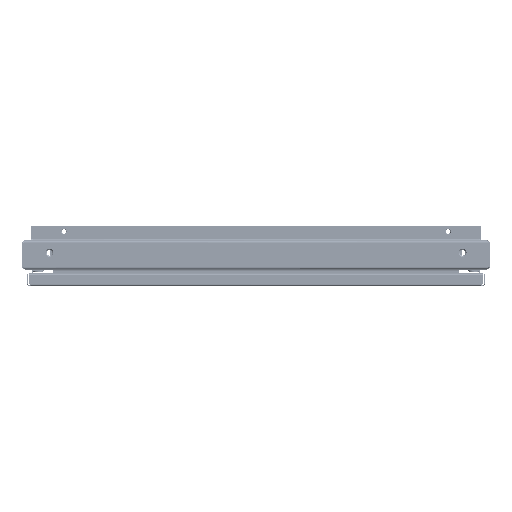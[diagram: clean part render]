
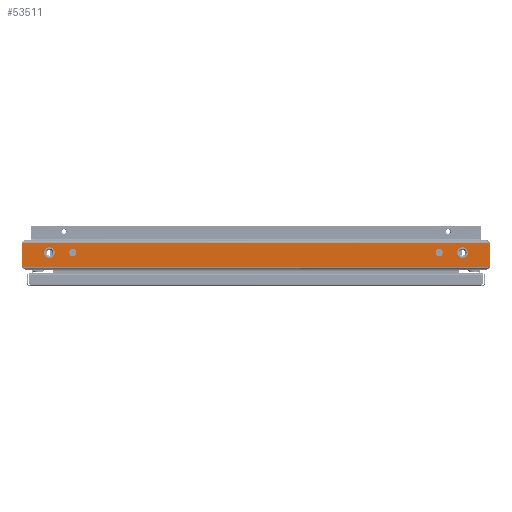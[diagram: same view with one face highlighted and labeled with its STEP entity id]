
A CAD part, front view. The second image highlights one B-rep face of the part: STEP entity #53511.
In plain terms, the highlighted face is planar.
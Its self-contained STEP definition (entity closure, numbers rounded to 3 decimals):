
#860 = DIRECTION ( 'NONE',  ( -1., 0., 0. ) ) ;
#1726 = VERTEX_POINT ( 'NONE', #28478 ) ;
#2279 = ORIENTED_EDGE ( 'NONE', *, *, #83202, .T. ) ;
#2359 = CARTESIAN_POINT ( 'NONE',  ( -350., -18., 0. ) ) ;
#2827 = EDGE_LOOP ( 'NONE', ( #2279, #43851 ) ) ;
#3181 = CARTESIAN_POINT ( 'NONE',  ( -274.5, -3.319, 0. ) ) ;
#4252 = EDGE_CURVE ( 'NONE', #13473, #52677, #35615, .T. ) ;
#4951 = EDGE_CURVE ( 'NONE', #23581, #28527, #34925, .T. ) ;
#5384 = AXIS2_PLACEMENT_3D ( 'NONE', #82253, #60917, #75135 ) ;
#6138 = DIRECTION ( 'NONE',  ( 0., 0., -1. ) ) ;
#6221 = CARTESIAN_POINT ( 'NONE',  ( -350., -22., 0. ) ) ;
#6442 = VERTEX_POINT ( 'NONE', #86286 ) ;
#6587 = CIRCLE ( 'NONE', #79322, 8. ) ;
#7223 = CARTESIAN_POINT ( 'NONE',  ( -347.935, -18., 0. ) ) ;
#7510 = CARTESIAN_POINT ( 'NONE',  ( 274.5, -3.319, 0. ) ) ;
#7830 = DIRECTION ( 'NONE',  ( -1., 0., 0. ) ) ;
#8846 = VERTEX_POINT ( 'NONE', #26669 ) ;
#8888 = EDGE_LOOP ( 'NONE', ( #37374, #23285 ) ) ;
#10410 = DIRECTION ( 'NONE',  ( -1., 0., 0. ) ) ;
#10783 = VERTEX_POINT ( 'NONE', #67713 ) ;
#11093 = FACE_BOUND ( 'NONE', #8888, .T. ) ;
#11741 = DIRECTION ( 'NONE',  ( 0., 0., 1. ) ) ;
#12304 = DIRECTION ( 'NONE',  ( 0., 0., 1. ) ) ;
#13403 = AXIS2_PLACEMENT_3D ( 'NONE', #62584, #12304, #83918 ) ;
#13473 = VERTEX_POINT ( 'NONE', #56597 ) ;
#13769 = EDGE_CURVE ( 'NONE', #28527, #67473, #80928, .T. ) ;
#14149 = CARTESIAN_POINT ( 'NONE',  ( -350., -18., 0. ) ) ;
#14863 = ORIENTED_EDGE ( 'NONE', *, *, #53330, .T. ) ;
#16422 = DIRECTION ( 'NONE',  ( -1., 0., 0. ) ) ;
#18650 = LINE ( 'NONE', #47571, #34070 ) ;
#19278 = DIRECTION ( 'NONE',  ( 0., 1., 0. ) ) ;
#19767 = CARTESIAN_POINT ( 'NONE',  ( 350., -22., 0. ) ) ;
#20380 = DIRECTION ( 'NONE',  ( -1., 0., 0. ) ) ;
#21798 = CARTESIAN_POINT ( 'NONE',  ( -350., -18., 0. ) ) ;
#21800 = DIRECTION ( 'NONE',  ( 1., 0., 0. ) ) ;
#22264 = CARTESIAN_POINT ( 'NONE',  ( 348., 18., 0. ) ) ;
#23285 = ORIENTED_EDGE ( 'NONE', *, *, #47231, .T. ) ;
#23581 = VERTEX_POINT ( 'NONE', #61230 ) ;
#25473 = CIRCLE ( 'NONE', #87586, 5.5 ) ;
#26605 = EDGE_CURVE ( 'NONE', #1726, #23581, #51184, .T. ) ;
#26669 = CARTESIAN_POINT ( 'NONE',  ( 317.5, -3.319, 0. ) ) ;
#26817 = DIRECTION ( 'NONE',  ( 0., 0., -1. ) ) ;
#26908 = DIRECTION ( 'NONE',  ( 1., 0., 0. ) ) ;
#27006 = CARTESIAN_POINT ( 'NONE',  ( 309.5, -3.319, 0. ) ) ;
#27106 = EDGE_CURVE ( 'NONE', #67473, #10783, #18650, .T. ) ;
#28478 = CARTESIAN_POINT ( 'NONE',  ( 347.935, -18., 0. ) ) ;
#28527 = VERTEX_POINT ( 'NONE', #44709 ) ;
#30766 = CARTESIAN_POINT ( 'NONE',  ( 301.5, -3.319, 0. ) ) ;
#32113 = DIRECTION ( 'NONE',  ( 0., 0., 1. ) ) ;
#32432 = PLANE ( 'NONE',  #5384 ) ;
#32888 = FACE_BOUND ( 'NONE', #2827, .T. ) ;
#34070 = VECTOR ( 'NONE', #76502, 1000. ) ;
#34145 = CARTESIAN_POINT ( 'NONE',  ( -280., -3.319, 0. ) ) ;
#34500 = CIRCLE ( 'NONE', #13403, 8. ) ;
#34551 = VECTOR ( 'NONE', #16422, 1000. ) ;
#34790 = VERTEX_POINT ( 'NONE', #59586 ) ;
#34925 = LINE ( 'NONE', #19767, #91171 ) ;
#34946 = CIRCLE ( 'NONE', #48621, 5.5 ) ;
#35598 = VECTOR ( 'NONE', #64551, 1000. ) ;
#35615 = LINE ( 'NONE', #6221, #35598 ) ;
#37374 = ORIENTED_EDGE ( 'NONE', *, *, #79125, .T. ) ;
#38753 = ORIENTED_EDGE ( 'NONE', *, *, #79021, .F. ) ;
#39277 = ORIENTED_EDGE ( 'NONE', *, *, #60347, .T. ) ;
#39806 = DIRECTION ( 'NONE',  ( 1., 0., 0. ) ) ;
#40458 = EDGE_LOOP ( 'NONE', ( #65521, #39277, #59323, #46698, #90104, #58915, #14863, #75055 ) ) ;
#40801 = VERTEX_POINT ( 'NONE', #68001 ) ;
#41081 = VERTEX_POINT ( 'NONE', #7223 ) ;
#42648 = VECTOR ( 'NONE', #21800, 1000. ) ;
#43215 = EDGE_LOOP ( 'NONE', ( #67494, #60920 ) ) ;
#43851 = ORIENTED_EDGE ( 'NONE', *, *, #59129, .T. ) ;
#44213 = CARTESIAN_POINT ( 'NONE',  ( -309.5, -3.319, 0. ) ) ;
#44709 = CARTESIAN_POINT ( 'NONE',  ( 350., 18., 0. ) ) ;
#44885 = CARTESIAN_POINT ( 'NONE',  ( 350., 18., 0. ) ) ;
#45288 = CARTESIAN_POINT ( 'NONE',  ( 350., 18., 0. ) ) ;
#46698 = ORIENTED_EDGE ( 'NONE', *, *, #4951, .T. ) ;
#47231 = EDGE_CURVE ( 'NONE', #40801, #56553, #48712, .T. ) ;
#47571 = CARTESIAN_POINT ( 'NONE',  ( 350., 18., 0. ) ) ;
#48578 = AXIS2_PLACEMENT_3D ( 'NONE', #71046, #11741, #26908 ) ;
#48621 = AXIS2_PLACEMENT_3D ( 'NONE', #3181, #32113, #59226 ) ;
#48712 = CIRCLE ( 'NONE', #75983, 5.5 ) ;
#50671 = EDGE_CURVE ( 'NONE', #6442, #34790, #6587, .T. ) ;
#51184 = LINE ( 'NONE', #80123, #42648 ) ;
#51438 = CIRCLE ( 'NONE', #68072, 8. ) ;
#51940 = LINE ( 'NONE', #45288, #72022 ) ;
#52677 = VERTEX_POINT ( 'NONE', #14149 ) ;
#53330 = EDGE_CURVE ( 'NONE', #10783, #13473, #51940, .T. ) ;
#53333 = FACE_BOUND ( 'NONE', #71443, .T. ) ;
#53511 = ADVANCED_FACE ( 'NONE', ( #32888, #11093, #53333, #61852, #54743 ), #32432, .F. ) ;
#54045 = DIRECTION ( 'NONE',  ( 0., 0., -1. ) ) ;
#54743 = FACE_OUTER_BOUND ( 'NONE', #40458, .T. ) ;
#55365 = CARTESIAN_POINT ( 'NONE',  ( 280., -3.319, 0. ) ) ;
#55781 = DIRECTION ( 'NONE',  ( -1., 0., 0. ) ) ;
#56182 = CIRCLE ( 'NONE', #48578, 5.5 ) ;
#56553 = VERTEX_POINT ( 'NONE', #55365 ) ;
#56597 = CARTESIAN_POINT ( 'NONE',  ( -350., 18., 0. ) ) ;
#58915 = ORIENTED_EDGE ( 'NONE', *, *, #27106, .T. ) ;
#59129 = EDGE_CURVE ( 'NONE', #60368, #8846, #51438, .T. ) ;
#59226 = DIRECTION ( 'NONE',  ( 1., 0., 0. ) ) ;
#59323 = ORIENTED_EDGE ( 'NONE', *, *, #26605, .T. ) ;
#59432 = CIRCLE ( 'NONE', #89670, 8. ) ;
#59586 = CARTESIAN_POINT ( 'NONE',  ( -301.5, -3.319, 0. ) ) ;
#59712 = DIRECTION ( 'NONE',  ( 1., 0., 0. ) ) ;
#60347 = EDGE_CURVE ( 'NONE', #41081, #1726, #79194, .T. ) ;
#60368 = VERTEX_POINT ( 'NONE', #30766 ) ;
#60647 = EDGE_CURVE ( 'NONE', #73932, #72923, #56182, .T. ) ;
#60709 = LINE ( 'NONE', #2359, #86051 ) ;
#60917 = DIRECTION ( 'NONE',  ( 0., 0., -1. ) ) ;
#60920 = ORIENTED_EDGE ( 'NONE', *, *, #60647, .F. ) ;
#61230 = CARTESIAN_POINT ( 'NONE',  ( 350., -18., 0. ) ) ;
#61852 = FACE_BOUND ( 'NONE', #43215, .T. ) ;
#62584 = CARTESIAN_POINT ( 'NONE',  ( -309.5, -3.319, 0. ) ) ;
#64551 = DIRECTION ( 'NONE',  ( 0., -1., 0. ) ) ;
#65521 = ORIENTED_EDGE ( 'NONE', *, *, #78858, .T. ) ;
#67473 = VERTEX_POINT ( 'NONE', #22264 ) ;
#67494 = ORIENTED_EDGE ( 'NONE', *, *, #71565, .F. ) ;
#67713 = CARTESIAN_POINT ( 'NONE',  ( -348., 18., 0. ) ) ;
#68001 = CARTESIAN_POINT ( 'NONE',  ( 269., -3.319, 0. ) ) ;
#68072 = AXIS2_PLACEMENT_3D ( 'NONE', #27006, #6138, #20380 ) ;
#68299 = ORIENTED_EDGE ( 'NONE', *, *, #50671, .F. ) ;
#69700 = CARTESIAN_POINT ( 'NONE',  ( 274.5, -3.319, 0. ) ) ;
#69774 = VECTOR ( 'NONE', #59712, 1000. ) ;
#71046 = CARTESIAN_POINT ( 'NONE',  ( -274.5, -3.319, 0. ) ) ;
#71443 = EDGE_LOOP ( 'NONE', ( #38753, #68299 ) ) ;
#71565 = EDGE_CURVE ( 'NONE', #72923, #73932, #34946, .T. ) ;
#72022 = VECTOR ( 'NONE', #7830, 1000. ) ;
#72923 = VERTEX_POINT ( 'NONE', #82316 ) ;
#73143 = DIRECTION ( 'NONE',  ( 0., 0., 1. ) ) ;
#73932 = VERTEX_POINT ( 'NONE', #34145 ) ;
#75055 = ORIENTED_EDGE ( 'NONE', *, *, #4252, .T. ) ;
#75135 = DIRECTION ( 'NONE',  ( -1., 0., 0. ) ) ;
#75983 = AXIS2_PLACEMENT_3D ( 'NONE', #69700, #54045, #10410 ) ;
#76502 = DIRECTION ( 'NONE',  ( -1., 0., 0. ) ) ;
#78858 = EDGE_CURVE ( 'NONE', #52677, #41081, #60709, .T. ) ;
#79021 = EDGE_CURVE ( 'NONE', #34790, #6442, #34500, .T. ) ;
#79125 = EDGE_CURVE ( 'NONE', #56553, #40801, #25473, .T. ) ;
#79194 = LINE ( 'NONE', #21798, #69774 ) ;
#79322 = AXIS2_PLACEMENT_3D ( 'NONE', #44213, #73143, #86916 ) ;
#80123 = CARTESIAN_POINT ( 'NONE',  ( -350., -18., 0. ) ) ;
#80928 = LINE ( 'NONE', #44885, #34551 ) ;
#82253 = CARTESIAN_POINT ( 'NONE',  ( 0., 0., 0. ) ) ;
#82316 = CARTESIAN_POINT ( 'NONE',  ( -269., -3.319, 0. ) ) ;
#83202 = EDGE_CURVE ( 'NONE', #8846, #60368, #59432, .T. ) ;
#83918 = DIRECTION ( 'NONE',  ( 1., 0., 0. ) ) ;
#86051 = VECTOR ( 'NONE', #39806, 1000. ) ;
#86286 = CARTESIAN_POINT ( 'NONE',  ( -317.5, -3.319, 0. ) ) ;
#86729 = DIRECTION ( 'NONE',  ( 0., 0., -1. ) ) ;
#86916 = DIRECTION ( 'NONE',  ( 1., 0., 0. ) ) ;
#87586 = AXIS2_PLACEMENT_3D ( 'NONE', #7510, #86729, #860 ) ;
#89670 = AXIS2_PLACEMENT_3D ( 'NONE', #91791, #26817, #55781 ) ;
#90104 = ORIENTED_EDGE ( 'NONE', *, *, #13769, .T. ) ;
#91171 = VECTOR ( 'NONE', #19278, 1000. ) ;
#91791 = CARTESIAN_POINT ( 'NONE',  ( 309.5, -3.319, 0. ) ) ;
